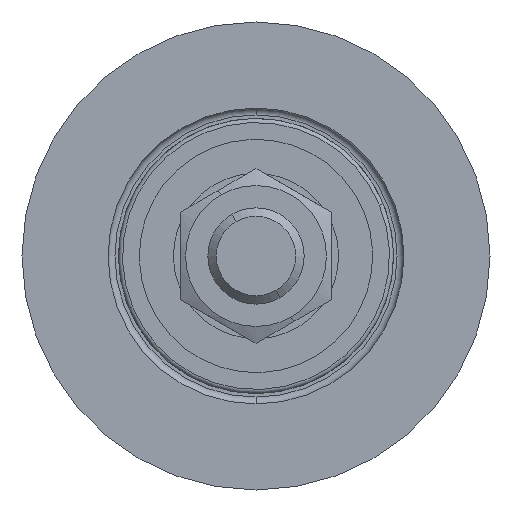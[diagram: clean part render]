
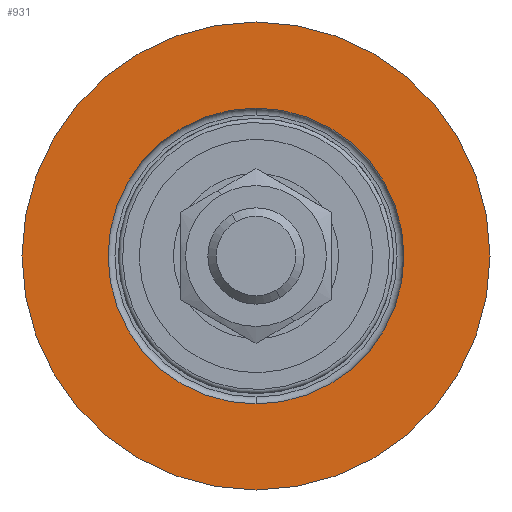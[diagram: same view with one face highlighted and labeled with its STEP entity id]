
A CAD part, left-side view. The second image highlights one B-rep face of the part: STEP entity #931.
In plain terms, the highlighted planar face has unit normal (-1, 0, 0).
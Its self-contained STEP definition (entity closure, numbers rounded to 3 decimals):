
#1 = DIRECTION ( 'NONE',  ( 0., 0., -1. ) ) ;
#223 = EDGE_CURVE ( 'NONE', #2146, #3006, #3241, .T. ) ;
#381 = ORIENTED_EDGE ( 'NONE', *, *, #2421, .F. ) ;
#406 = DIRECTION ( 'NONE',  ( 0., 0., -1. ) ) ;
#469 = FACE_OUTER_BOUND ( 'NONE', #3543, .T. ) ;
#623 = VERTEX_POINT ( 'NONE', #5984 ) ;
#730 = DIRECTION ( 'NONE',  ( -1., 0., 0. ) ) ;
#931 = ADVANCED_FACE ( 'NONE', ( #469, #2178 ), #2259, .T. ) ;
#952 = CARTESIAN_POINT ( 'NONE',  ( 0., 0., 0. ) ) ;
#1386 = DIRECTION ( 'NONE',  ( -1., 0., 0. ) ) ;
#1484 = ORIENTED_EDGE ( 'NONE', *, *, #3692, .F. ) ;
#1715 = CARTESIAN_POINT ( 'NONE',  ( 0., 0., 0. ) ) ;
#1795 = CARTESIAN_POINT ( 'NONE',  ( 0., 0., 0. ) ) ;
#1931 = DIRECTION ( 'NONE',  ( 0., 0., -1. ) ) ;
#1985 = AXIS2_PLACEMENT_3D ( 'NONE', #2079, #5083, #406 ) ;
#2079 = CARTESIAN_POINT ( 'NONE',  ( 0., -21.5, 0. ) ) ;
#2146 = VERTEX_POINT ( 'NONE', #4176 ) ;
#2178 = FACE_BOUND ( 'NONE', #3094, .T. ) ;
#2255 = EDGE_CURVE ( 'NONE', #3006, #2146, #3657, .T. ) ;
#2259 = PLANE ( 'NONE',  #1985 ) ;
#2288 = ORIENTED_EDGE ( 'NONE', *, *, #223, .T. ) ;
#2303 = DIRECTION ( 'NONE',  ( -1., 0., 0. ) ) ;
#2421 = EDGE_CURVE ( 'NONE', #3954, #623, #3568, .T. ) ;
#2460 = AXIS2_PLACEMENT_3D ( 'NONE', #952, #2303, #1 ) ;
#2754 = DIRECTION ( 'NONE',  ( 0., 0., -1. ) ) ;
#2763 = CARTESIAN_POINT ( 'NONE',  ( 0., 0., 34. ) ) ;
#2946 = CIRCLE ( 'NONE', #2460, 21.5 ) ;
#2949 = DIRECTION ( 'NONE',  ( 0., 0., -1. ) ) ;
#3006 = VERTEX_POINT ( 'NONE', #2763 ) ;
#3094 = EDGE_LOOP ( 'NONE', ( #381, #1484 ) ) ;
#3241 = CIRCLE ( 'NONE', #5114, 34. ) ;
#3543 = EDGE_LOOP ( 'NONE', ( #2288, #5952 ) ) ;
#3568 = CIRCLE ( 'NONE', #5669, 21.5 ) ;
#3657 = CIRCLE ( 'NONE', #4384, 34. ) ;
#3692 = EDGE_CURVE ( 'NONE', #623, #3954, #2946, .T. ) ;
#3817 = CARTESIAN_POINT ( 'NONE',  ( 0., 0., 0. ) ) ;
#3857 = DIRECTION ( 'NONE',  ( -1., 0., 0. ) ) ;
#3954 = VERTEX_POINT ( 'NONE', #4842 ) ;
#4176 = CARTESIAN_POINT ( 'NONE',  ( 0., 0., -34. ) ) ;
#4384 = AXIS2_PLACEMENT_3D ( 'NONE', #1715, #730, #2949 ) ;
#4842 = CARTESIAN_POINT ( 'NONE',  ( 0., 0., -21.5 ) ) ;
#5083 = DIRECTION ( 'NONE',  ( -1., 0., 0. ) ) ;
#5114 = AXIS2_PLACEMENT_3D ( 'NONE', #1795, #1386, #2754 ) ;
#5669 = AXIS2_PLACEMENT_3D ( 'NONE', #3817, #3857, #1931 ) ;
#5952 = ORIENTED_EDGE ( 'NONE', *, *, #2255, .T. ) ;
#5984 = CARTESIAN_POINT ( 'NONE',  ( 0., 0., 21.5 ) ) ;
